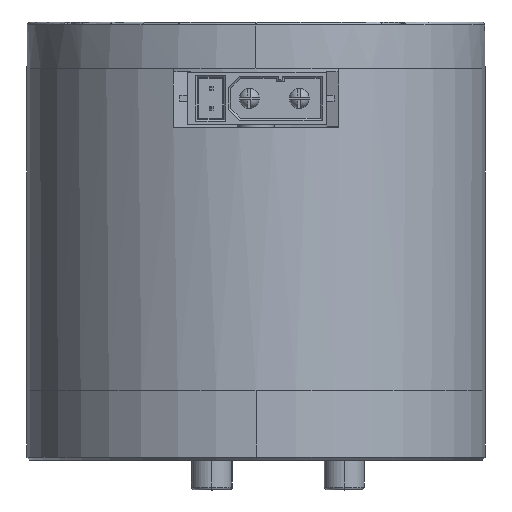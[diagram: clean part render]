
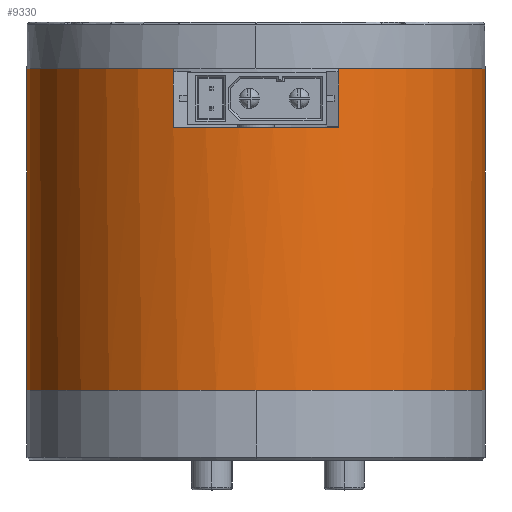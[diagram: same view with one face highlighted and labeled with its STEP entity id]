
A CAD part, left-side view. The second image highlights one B-rep face of the part: STEP entity #9330.
In plain terms, the highlighted cylindrical face has radius 23 mm (diameter 46 mm), a partial arc.
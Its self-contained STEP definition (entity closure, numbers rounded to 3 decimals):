
#6035=CARTESIAN_POINT('',(0.,0.,0.));
#6036=DIRECTION('',(0.,0.,1.));
#6037=DIRECTION('',(0.361,-0.933,0.));
#6038=AXIS2_PLACEMENT_3D('',#6035,#6036,#6037);
#6045=CARTESIAN_POINT('',(0.,0.,0.));
#6046=DIRECTION('',(0.,0.,1.));
#6047=DIRECTION('',(-1.,0.,0.));
#6048=AXIS2_PLACEMENT_3D('',#6045,#6046,#6047);
#6890=DIRECTION('',(0.,0.,1.));
#6891=VECTOR('',#6890,5.9);
#6892=CARTESIAN_POINT('',(8.3,-21.45,0.));
#6893=LINE('',#6892,#6891);
#6894=DIRECTION('',(0.,0.,-1.));
#6895=VECTOR('',#6894,5.9);
#6896=CARTESIAN_POINT('',(-8.3,-21.45,
5.9));
#6897=LINE('',#6896,#6895);
#6898=DIRECTION('',(0.,0.,-1.));
#6899=VECTOR('',#6898,32.3);
#6900=CARTESIAN_POINT('',(-23.,0.,32.3));
#6901=LINE('',#6900,#6899);
#6902=DIRECTION('',(0.,0.,1.));
#6903=VECTOR('',#6902,32.3);
#6904=CARTESIAN_POINT('',(23.,0.,0.));
#6905=LINE('',#6904,#6903);
#6906=CARTESIAN_POINT('',(0.,0.,32.3));
#6907=DIRECTION('',(0.,0.,-1.));
#6908=DIRECTION('',(1.,0.,0.));
#6909=AXIS2_PLACEMENT_3D('',#6906,#6907,#6908);
#7323=CARTESIAN_POINT('',(0.,0.,5.9));
#7324=DIRECTION('',(0.,0.,1.));
#7325=DIRECTION('',(-0.361,-0.933,0.));
#7326=AXIS2_PLACEMENT_3D('',#7323,#7324,#7325);
#7474=CARTESIAN_POINT('',(8.3,-21.45,0.));
#7475=VERTEX_POINT('',#7474);
#7476=CARTESIAN_POINT('',(23.,0.,0.));
#7477=VERTEX_POINT('',#7476);
#7478=CARTESIAN_POINT('',(-23.,0.,0.));
#7479=VERTEX_POINT('',#7478);
#7480=CARTESIAN_POINT('',(-8.3,-21.45,0.));
#7481=VERTEX_POINT('',#7480);
#7706=CARTESIAN_POINT('',(-8.3,-21.45,
5.9));
#7707=VERTEX_POINT('',#7706);
#7708=CARTESIAN_POINT('',(23.,0.,32.3));
#7709=VERTEX_POINT('',#7708);
#7710=CARTESIAN_POINT('',(8.3,-21.45,5.9));
#7711=VERTEX_POINT('',#7710);
#7712=CARTESIAN_POINT('',(-23.,0.,32.3));
#7713=VERTEX_POINT('',#7712);
#9310=CARTESIAN_POINT('',(0.,0.,32.3));
#9311=DIRECTION('',(0.,0.,-1.));
#9312=DIRECTION('',(-1.,0.,0.));
#9313=AXIS2_PLACEMENT_3D('',#9310,#9311,#9312);
#9314=CYLINDRICAL_SURFACE('',#9313,23.);
#9316=ORIENTED_EDGE('',*,*,#9315,.F.);
#9317=ORIENTED_EDGE('',*,*,#8052,.F.);
#9319=ORIENTED_EDGE('',*,*,#9318,.T.);
#9321=ORIENTED_EDGE('',*,*,#9320,.F.);
#9322=ORIENTED_EDGE('',*,*,#9301,.T.);
#9323=ORIENTED_EDGE('',*,*,#8056,.F.);
#9325=ORIENTED_EDGE('',*,*,#9324,.F.);
#9327=ORIENTED_EDGE('',*,*,#9326,.F.);
#9328=EDGE_LOOP('',(#9316,#9317,#9319,#9321,#9322,#9323,#9325,#9327));
#9329=FACE_OUTER_BOUND('',#9328,.F.);
#9330=ADVANCED_FACE('',(#9329),#9314,.T.);
#6039=CIRCLE('',#6038,23.);
#6049=CIRCLE('',#6048,23.);
#6910=CIRCLE('',#6909,23.);
#7327=CIRCLE('',#7326,23.);
#8052=EDGE_CURVE('',#7475,#7477,#6039,.T.);
#8056=EDGE_CURVE('',#7479,#7481,#6049,.T.);
#9301=EDGE_CURVE('',#7707,#7481,#6897,.T.);
#9315=EDGE_CURVE('',#7477,#7709,#6905,.T.);
#9318=EDGE_CURVE('',#7475,#7711,#6893,.T.);
#9320=EDGE_CURVE('',#7707,#7711,#7327,.T.);
#9324=EDGE_CURVE('',#7713,#7479,#6901,.T.);
#9326=EDGE_CURVE('',#7709,#7713,#6910,.T.);
